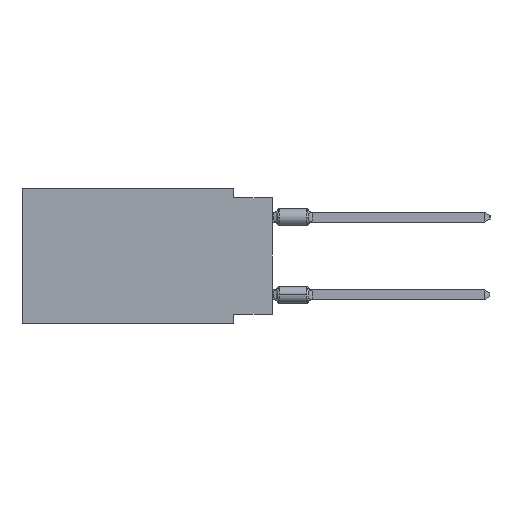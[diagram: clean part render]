
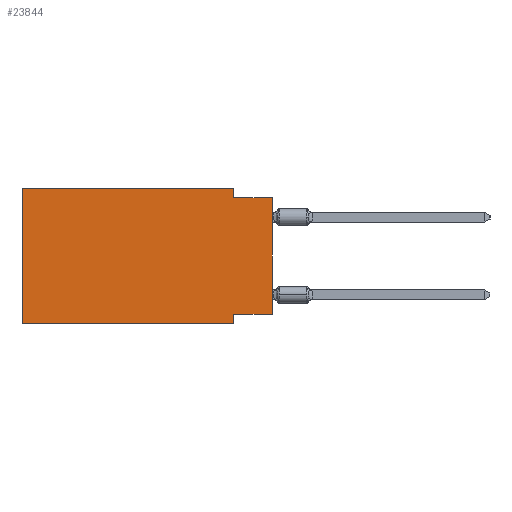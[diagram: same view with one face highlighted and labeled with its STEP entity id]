
A CAD part, left-side view. The second image highlights one B-rep face of the part: STEP entity #23844.
In plain terms, the highlighted planar face has unit normal (-1, 0, 0).
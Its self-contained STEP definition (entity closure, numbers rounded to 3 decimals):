
#58 = LINE ( 'NONE', #34753, #37956 ) ;
#254 = VERTEX_POINT ( 'NONE', #28202 ) ;
#1053 = DIRECTION ( 'NONE',  ( 0., 0., 1. ) ) ;
#2057 = VECTOR ( 'NONE', #12218, 1000. ) ;
#3048 = ORIENTED_EDGE ( 'NONE', *, *, #48683, .T. ) ;
#3229 = EDGE_CURVE ( 'NONE', #50189, #10653, #31037, .T. ) ;
#5674 = ORIENTED_EDGE ( 'NONE', *, *, #17374, .F. ) ;
#6297 = CARTESIAN_POINT ( 'NONE',  ( 0., 16.383, -8.89 ) ) ;
#7576 = VECTOR ( 'NONE', #1053, 1000. ) ;
#7580 = CARTESIAN_POINT ( 'NONE',  ( 0., 2.54, -8.255 ) ) ;
#9767 = CARTESIAN_POINT ( 'NONE',  ( 0., 0., -0.635 ) ) ;
#10653 = VERTEX_POINT ( 'NONE', #23983 ) ;
#11908 = CARTESIAN_POINT ( 'NONE',  ( 0., 16.383, 0. ) ) ;
#12011 = CARTESIAN_POINT ( 'NONE',  ( 0., 2.54, -8.89 ) ) ;
#12218 = DIRECTION ( 'NONE',  ( 0., 1., 0. ) ) ;
#12532 = CARTESIAN_POINT ( 'NONE',  ( 0., 16.383, 0. ) ) ;
#13554 = ORIENTED_EDGE ( 'NONE', *, *, #40792, .F. ) ;
#15210 = DIRECTION ( 'NONE',  ( 0., -1., 0. ) ) ;
#17084 = CARTESIAN_POINT ( 'NONE',  ( 0., 2.54, -0.635 ) ) ;
#17115 = ORIENTED_EDGE ( 'NONE', *, *, #48670, .T. ) ;
#17374 = EDGE_CURVE ( 'NONE', #31119, #49533, #32350, .T. ) ;
#17681 = VECTOR ( 'NONE', #32708, 1000. ) ;
#18886 = DIRECTION ( 'NONE',  ( 0., 0., 1. ) ) ;
#19128 = LINE ( 'NONE', #31608, #29686 ) ;
#20431 = VERTEX_POINT ( 'NONE', #43763 ) ;
#22563 = EDGE_CURVE ( 'NONE', #45020, #31119, #24671, .T. ) ;
#23188 = EDGE_CURVE ( 'NONE', #25197, #45020, #37015, .T. ) ;
#23844 = ADVANCED_FACE ( 'NONE', ( #38747 ), #47608, .F. ) ;
#23983 = CARTESIAN_POINT ( 'NONE',  ( 0., 2.54, -8.89 ) ) ;
#24574 = EDGE_CURVE ( 'NONE', #49533, #20431, #33219, .T. ) ;
#24671 = LINE ( 'NONE', #25443, #33327 ) ;
#25197 = VERTEX_POINT ( 'NONE', #6297 ) ;
#25443 = CARTESIAN_POINT ( 'NONE',  ( 0., 16.383, 0. ) ) ;
#28202 = CARTESIAN_POINT ( 'NONE',  ( 0., 0., -8.255 ) ) ;
#28450 = DIRECTION ( 'NONE',  ( 0., 0., -1. ) ) ;
#28485 = VECTOR ( 'NONE', #44056, 1000. ) ;
#29686 = VECTOR ( 'NONE', #15210, 1000. ) ;
#30188 = EDGE_LOOP ( 'NONE', ( #3048, #46724, #5674, #33748, #32468, #17115, #45127, #13554 ) ) ;
#31037 = LINE ( 'NONE', #12011, #28485 ) ;
#31119 = VERTEX_POINT ( 'NONE', #41873 ) ;
#31608 = CARTESIAN_POINT ( 'NONE',  ( 0., 16.383, -8.89 ) ) ;
#32024 = LINE ( 'NONE', #36182, #2057 ) ;
#32350 = LINE ( 'NONE', #48249, #33840 ) ;
#32468 = ORIENTED_EDGE ( 'NONE', *, *, #23188, .F. ) ;
#32585 = AXIS2_PLACEMENT_3D ( 'NONE', #11908, #43705, #39527 ) ;
#32708 = DIRECTION ( 'NONE',  ( 0., -1., 0. ) ) ;
#33219 = LINE ( 'NONE', #9767, #17681 ) ;
#33327 = VECTOR ( 'NONE', #40559, 1000. ) ;
#33748 = ORIENTED_EDGE ( 'NONE', *, *, #22563, .F. ) ;
#33840 = VECTOR ( 'NONE', #28450, 1000. ) ;
#34753 = CARTESIAN_POINT ( 'NONE',  ( 0., 0., 0. ) ) ;
#36182 = CARTESIAN_POINT ( 'NONE',  ( 0., 0., -8.255 ) ) ;
#37015 = LINE ( 'NONE', #12532, #7576 ) ;
#37956 = VECTOR ( 'NONE', #18886, 1000. ) ;
#38106 = CARTESIAN_POINT ( 'NONE',  ( 0., 16.383, 0. ) ) ;
#38747 = FACE_OUTER_BOUND ( 'NONE', #30188, .T. ) ;
#39527 = DIRECTION ( 'NONE',  ( 0., 0., -1. ) ) ;
#40559 = DIRECTION ( 'NONE',  ( 0., -1., 0. ) ) ;
#40792 = EDGE_CURVE ( 'NONE', #254, #50189, #32024, .T. ) ;
#41873 = CARTESIAN_POINT ( 'NONE',  ( 0., 2.54, 0. ) ) ;
#43705 = DIRECTION ( 'NONE',  ( 1., 0., 0. ) ) ;
#43763 = CARTESIAN_POINT ( 'NONE',  ( 0., 0., -0.635 ) ) ;
#44056 = DIRECTION ( 'NONE',  ( 0., 0., -1. ) ) ;
#45020 = VERTEX_POINT ( 'NONE', #38106 ) ;
#45127 = ORIENTED_EDGE ( 'NONE', *, *, #3229, .F. ) ;
#46724 = ORIENTED_EDGE ( 'NONE', *, *, #24574, .F. ) ;
#47608 = PLANE ( 'NONE',  #32585 ) ;
#48249 = CARTESIAN_POINT ( 'NONE',  ( 0., 2.54, 0. ) ) ;
#48670 = EDGE_CURVE ( 'NONE', #25197, #10653, #19128, .T. ) ;
#48683 = EDGE_CURVE ( 'NONE', #254, #20431, #58, .T. ) ;
#49533 = VERTEX_POINT ( 'NONE', #17084 ) ;
#50189 = VERTEX_POINT ( 'NONE', #7580 ) ;
